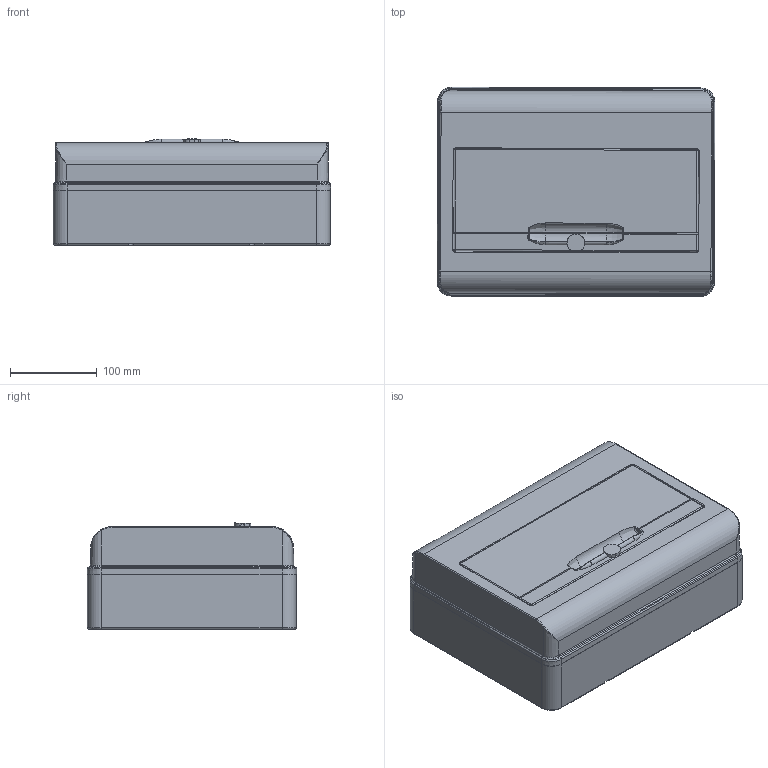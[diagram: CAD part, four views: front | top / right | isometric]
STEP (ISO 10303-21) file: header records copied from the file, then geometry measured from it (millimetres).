
FILE_DESCRIPTION((''),'2;1');
FILE_NAME('GW68023N_ASM','2021-03-24T12:38:40',('User'),('Axiro Italia'),'CREO PARAMETRIC BY PTC INC, 2020354','CREO PARAMETRIC BY PTC INC, 2020354','');
FILE_SCHEMA(('CONFIG_CONTROL_DESIGN'));
Length unit declared in the file: millimetre
Products named in the file (3): 55524953_FONDO_MOD_AGG_14M; 55524946F_FRONT_MODULO_AGGIUNTI; GW68023N_ASM
Assembly tree (2 placements, depth 2):
  GW68023N_ASM
    55524953_FONDO_MOD_AGG_14M
    55524946F_FRONT_MODULO_AGGIUNTI
Bounding box: 320.54 x 241.75 x 122.49 mm (x, y, z)
Volume: 2168073.4 mm3; surface area: 617651.5 mm2
Topology: 2 solids, 2 shells, 585 faces, 1564 edges, 1004 vertices
Faces by surface type: plane 327, cone 104, cylinder 82, bspline 46, torus 20, sphere 6
Entity records: 21634 total; most frequent: CARTESIAN_POINT 7249, ORIENTED_EDGE 3112, DIRECTION 2790, EDGE_CURVE 1556, VECTOR 1004, LINE 1004, VERTEX_POINT 1004, AXIS2_PLACEMENT_3D 893
